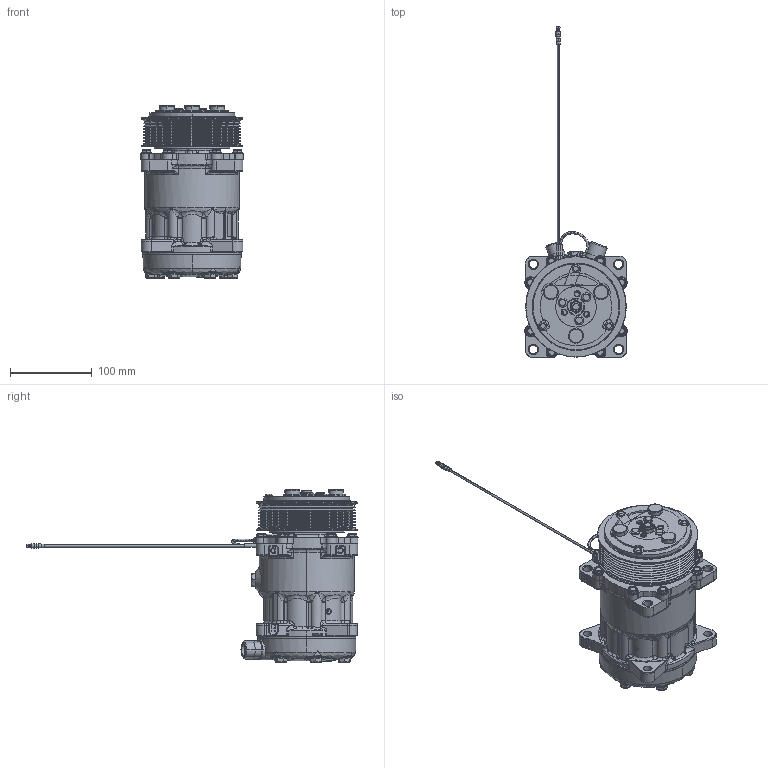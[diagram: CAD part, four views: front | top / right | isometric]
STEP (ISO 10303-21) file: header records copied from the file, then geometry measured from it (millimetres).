
FILE_DESCRIPTION (( 'STEP AP203' ), '1' );
FILE_NAME ('SANDEN_4762_REV_E_COMPR_AC.STEP', '2012-01-05T18:27:15', ( '' ), ( '' ), 'SwSTEP 2.0', 'SolidWorks 2010', '' );
FILE_SCHEMA (( 'CONFIG_CONTROL_DESIGN' ));
Length unit declared in the file: millimetre
Products named in the file (1): SANDEN_4762_REV_E_COMPR_AC
Bounding box: 125 x 405.39 x 210.54 mm (x, y, z)
Volume: 2074112.8 mm3; surface area: 240655.2 mm2
Topology: 1 solids, 1 shells, 2203 faces, 5711 edges, 3551 vertices
Faces by surface type: cylinder 637, bspline 623, plane 553, cone 286, torus 101, sphere 3
Entity records: 163502 total; most frequent: CARTESIAN_POINT 117042, ORIENTED_EDGE 11312, DIRECTION 7218, EDGE_CURVE 5656, VERTEX_POINT 3548, AXIS2_PLACEMENT_3D 2794, B_SPLINE_CURVE_WITH_KNOTS 2620, EDGE_LOOP 2368
